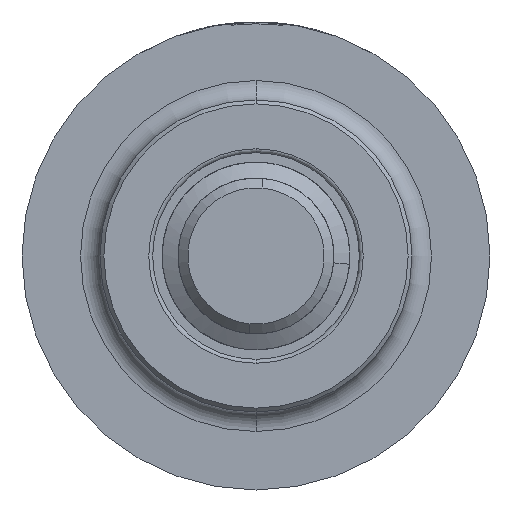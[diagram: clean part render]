
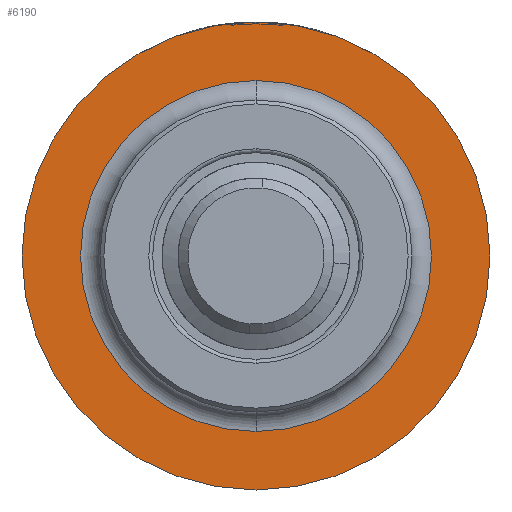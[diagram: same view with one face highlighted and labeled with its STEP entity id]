
A CAD part, front view. The second image highlights one B-rep face of the part: STEP entity #6190.
In plain terms, the highlighted planar face has unit normal (0, -1, 0).
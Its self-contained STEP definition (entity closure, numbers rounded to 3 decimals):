
#123 = CIRCLE ( 'NONE', #2763, 9. ) ;
#271 = AXIS2_PLACEMENT_3D ( 'NONE', #3107, #2418, #3679 ) ;
#368 = PLANE ( 'NONE',  #373 ) ;
#373 = AXIS2_PLACEMENT_3D ( 'NONE', #979, #937, #1087 ) ;
#538 = CARTESIAN_POINT ( 'NONE',  ( 0., 9.42, 0. ) ) ;
#563 = DIRECTION ( 'NONE',  ( 0., 0., -1. ) ) ;
#679 = CARTESIAN_POINT ( 'NONE',  ( 0., 9.42, 0. ) ) ;
#937 = DIRECTION ( 'NONE',  ( 0., -1., 0. ) ) ;
#950 = CIRCLE ( 'NONE', #4336, 9. ) ;
#979 = CARTESIAN_POINT ( 'NONE',  ( 9., 9.42, 0. ) ) ;
#1087 = DIRECTION ( 'NONE',  ( 0., 0., -1. ) ) ;
#1773 = ORIENTED_EDGE ( 'NONE', *, *, #5108, .T. ) ;
#1921 = DIRECTION ( 'NONE',  ( 0., -1., 0. ) ) ;
#1990 = DIRECTION ( 'NONE',  ( 0., 0., -1. ) ) ;
#2032 = AXIS2_PLACEMENT_3D ( 'NONE', #679, #1921, #7046 ) ;
#2418 = DIRECTION ( 'NONE',  ( 0., -1., 0. ) ) ;
#2580 = CARTESIAN_POINT ( 'NONE',  ( 0., 9.42, 0. ) ) ;
#2763 = AXIS2_PLACEMENT_3D ( 'NONE', #538, #6761, #563 ) ;
#2834 = CIRCLE ( 'NONE', #271, 12. ) ;
#2923 = EDGE_LOOP ( 'NONE', ( #6374, #1773 ) ) ;
#3000 = VERTEX_POINT ( 'NONE', #4962 ) ;
#3107 = CARTESIAN_POINT ( 'NONE',  ( 0., 9.42, 0. ) ) ;
#3167 = EDGE_LOOP ( 'NONE', ( #6488, #5697 ) ) ;
#3679 = DIRECTION ( 'NONE',  ( 0., 0., -1. ) ) ;
#3953 = FACE_OUTER_BOUND ( 'NONE', #2923, .T. ) ;
#4182 = VERTEX_POINT ( 'NONE', #5191 ) ;
#4336 = AXIS2_PLACEMENT_3D ( 'NONE', #2580, #6888, #1990 ) ;
#4720 = FACE_BOUND ( 'NONE', #3167, .T. ) ;
#4962 = CARTESIAN_POINT ( 'NONE',  ( 0., 9.42, -9. ) ) ;
#5108 = EDGE_CURVE ( 'NONE', #5851, #4182, #2834, .T. ) ;
#5191 = CARTESIAN_POINT ( 'NONE',  ( 0., 9.42, -12. ) ) ;
#5697 = ORIENTED_EDGE ( 'NONE', *, *, #5841, .F. ) ;
#5841 = EDGE_CURVE ( 'NONE', #6223, #3000, #123, .T. ) ;
#5851 = VERTEX_POINT ( 'NONE', #7969 ) ;
#6053 = CARTESIAN_POINT ( 'NONE',  ( 0., 9.42, 9. ) ) ;
#6190 = ADVANCED_FACE ( 'NONE', ( #3953, #4720 ), #368, .T. ) ;
#6223 = VERTEX_POINT ( 'NONE', #6053 ) ;
#6358 = EDGE_CURVE ( 'NONE', #4182, #5851, #6748, .T. ) ;
#6374 = ORIENTED_EDGE ( 'NONE', *, *, #6358, .T. ) ;
#6488 = ORIENTED_EDGE ( 'NONE', *, *, #7081, .F. ) ;
#6748 = CIRCLE ( 'NONE', #2032, 12. ) ;
#6761 = DIRECTION ( 'NONE',  ( 0., -1., 0. ) ) ;
#6888 = DIRECTION ( 'NONE',  ( 0., -1., 0. ) ) ;
#7046 = DIRECTION ( 'NONE',  ( 0., 0., -1. ) ) ;
#7081 = EDGE_CURVE ( 'NONE', #3000, #6223, #950, .T. ) ;
#7969 = CARTESIAN_POINT ( 'NONE',  ( 0., 9.42, 12. ) ) ;
